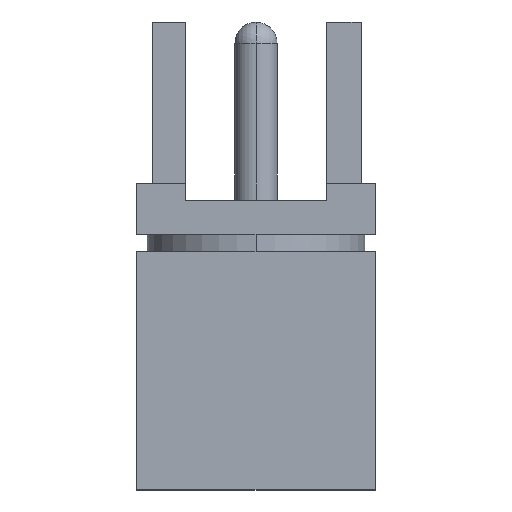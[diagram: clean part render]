
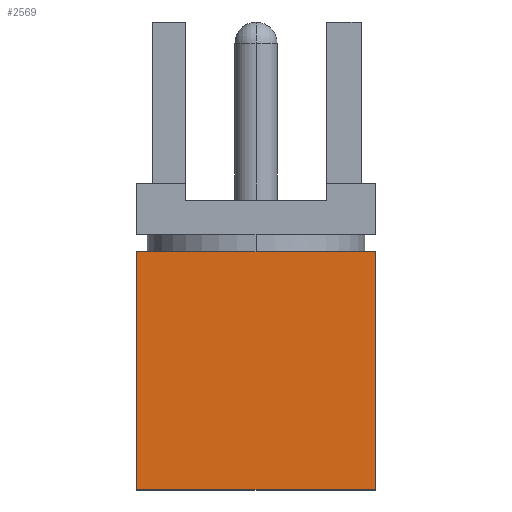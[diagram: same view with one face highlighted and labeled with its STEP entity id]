
A CAD part, top view. The second image highlights one B-rep face of the part: STEP entity #2569.
In plain terms, the highlighted planar face has unit normal (0, 0, 1).
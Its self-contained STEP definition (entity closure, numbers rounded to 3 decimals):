
#75 = ORIENTED_EDGE ( 'NONE', *, *, #2131, .T. ) ;
#349 = VERTEX_POINT ( 'NONE', #3401 ) ;
#436 = LINE ( 'NONE', #4157, #3528 ) ;
#484 = VECTOR ( 'NONE', #3744, 1000. ) ;
#533 = VECTOR ( 'NONE', #541, 1000. ) ;
#541 = DIRECTION ( 'NONE',  ( -1., 0., 0. ) ) ;
#755 = DIRECTION ( 'NONE',  ( 1., 0., 0. ) ) ;
#997 = DIRECTION ( 'NONE',  ( 0., 0., 1. ) ) ;
#1011 = LINE ( 'NONE', #3462, #484 ) ;
#1053 = VERTEX_POINT ( 'NONE', #2434 ) ;
#1110 = EDGE_CURVE ( 'NONE', #4244, #3102, #436, .T. ) ;
#1294 = ORIENTED_EDGE ( 'NONE', *, *, #1806, .T. ) ;
#1451 = ORIENTED_EDGE ( 'NONE', *, *, #1110, .T. ) ;
#1567 = DIRECTION ( 'NONE',  ( 0., 1., 0. ) ) ;
#1806 = EDGE_CURVE ( 'NONE', #1053, #4244, #1011, .T. ) ;
#1844 = AXIS2_PLACEMENT_3D ( 'NONE', #3342, #997, #2311 ) ;
#2131 = EDGE_CURVE ( 'NONE', #349, #1053, #2332, .T. ) ;
#2219 = CARTESIAN_POINT ( 'NONE',  ( 3.5, 3.5, 3.5 ) ) ;
#2311 = DIRECTION ( 'NONE',  ( 1., 0., 0. ) ) ;
#2320 = EDGE_LOOP ( 'NONE', ( #3522, #75, #1294, #1451 ) ) ;
#2332 = LINE ( 'NONE', #3596, #533 ) ;
#2434 = CARTESIAN_POINT ( 'NONE',  ( -3.5, 3.5, 3.5 ) ) ;
#2569 = ADVANCED_FACE ( 'NONE', ( #2876 ), #3015, .T. ) ;
#2608 = CARTESIAN_POINT ( 'NONE',  ( -3.5, -3.5, 3.5 ) ) ;
#2796 = CARTESIAN_POINT ( 'NONE',  ( 3.5, -3.5, 3.5 ) ) ;
#2865 = LINE ( 'NONE', #2219, #3504 ) ;
#2876 = FACE_OUTER_BOUND ( 'NONE', #2320, .T. ) ;
#3015 = PLANE ( 'NONE',  #1844 ) ;
#3102 = VERTEX_POINT ( 'NONE', #2796 ) ;
#3342 = CARTESIAN_POINT ( 'NONE',  ( 0., 0., 3.5 ) ) ;
#3401 = CARTESIAN_POINT ( 'NONE',  ( 3.5, 3.5, 3.5 ) ) ;
#3432 = EDGE_CURVE ( 'NONE', #3102, #349, #2865, .T. ) ;
#3462 = CARTESIAN_POINT ( 'NONE',  ( -3.5, 3.5, 3.5 ) ) ;
#3504 = VECTOR ( 'NONE', #1567, 1000. ) ;
#3522 = ORIENTED_EDGE ( 'NONE', *, *, #3432, .T. ) ;
#3528 = VECTOR ( 'NONE', #755, 1000. ) ;
#3596 = CARTESIAN_POINT ( 'NONE',  ( -3.5, 3.5, 3.5 ) ) ;
#3744 = DIRECTION ( 'NONE',  ( 0., -1., 0. ) ) ;
#4157 = CARTESIAN_POINT ( 'NONE',  ( -3.5, -3.5, 3.5 ) ) ;
#4244 = VERTEX_POINT ( 'NONE', #2608 ) ;
